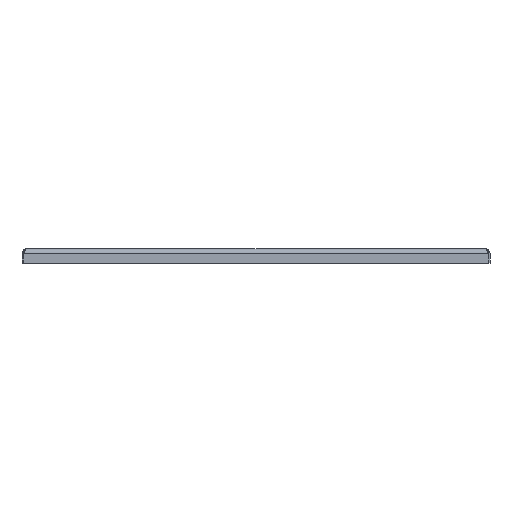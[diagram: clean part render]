
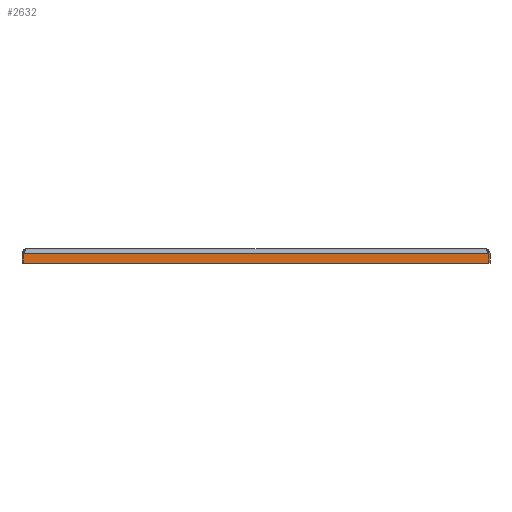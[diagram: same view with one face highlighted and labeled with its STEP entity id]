
A CAD part, front view. The second image highlights one B-rep face of the part: STEP entity #2632.
In plain terms, the highlighted planar face has unit normal (0, -1, 0).
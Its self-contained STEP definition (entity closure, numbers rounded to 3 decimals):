
#2612=AXIS2_PLACEMENT_3D('Plane Axis2P3D',#2609,#2610,#2611) ;
#1437=CARTESIAN_POINT('Vertex',(0.,0.,8.)) ;
#1440=CARTESIAN_POINT('Line Origine',(194.5,0.,8.)) ;
#1444=CARTESIAN_POINT('Vertex',(389.,0.,8.)) ;
#2590=CARTESIAN_POINT('Line Origine',(389.,0.,4.)) ;
#2594=CARTESIAN_POINT('Vertex',(389.,0.,0.)) ;
#2609=CARTESIAN_POINT('Axis2P3D Location',(194.5,0.,10.5)) ;
#2614=CARTESIAN_POINT('Line Origine',(0.,0.,4.)) ;
#2618=CARTESIAN_POINT('Vertex',(0.,0.,0.)) ;
#2621=CARTESIAN_POINT('Line Origine',(194.5,0.,0.)) ;
#1441=DIRECTION('Vector Direction',(1.,0.,0.)) ;
#2591=DIRECTION('Vector Direction',(0.,0.,-1.)) ;
#2610=DIRECTION('Axis2P3D Direction',(-0.,-1.,0.)) ;
#2611=DIRECTION('Axis2P3D XDirection',(-1.,0.,0.)) ;
#2615=DIRECTION('Vector Direction',(0.,0.,-1.)) ;
#2622=DIRECTION('Vector Direction',(1.,0.,0.)) ;
#1442=VECTOR('Line Direction',#1441,1.) ;
#2592=VECTOR('Line Direction',#2591,1.) ;
#2616=VECTOR('Line Direction',#2615,1.) ;
#2623=VECTOR('Line Direction',#2622,1.) ;
#2627=ORIENTED_EDGE('',*,*,#2596,.F.) ;
#2628=ORIENTED_EDGE('',*,*,#1446,.F.) ;
#2629=ORIENTED_EDGE('',*,*,#2620,.T.) ;
#2630=ORIENTED_EDGE('',*,*,#2625,.T.) ;
#2632=ADVANCED_FACE('PartBody',(#2631),#2613,.T.) ;
#1446=EDGE_CURVE('',#1438,#1445,#1443,.T.) ;
#2596=EDGE_CURVE('',#1445,#2595,#2593,.T.) ;
#2620=EDGE_CURVE('',#1438,#2619,#2617,.T.) ;
#2625=EDGE_CURVE('',#2619,#2595,#2624,.T.) ;
#2626=EDGE_LOOP('',(#2627,#2628,#2629,#2630)) ;
#2631=FACE_OUTER_BOUND('',#2626,.T.) ;
#1443=LINE('Line',#1440,#1442) ;
#2593=LINE('Line',#2590,#2592) ;
#2617=LINE('Line',#2614,#2616) ;
#2624=LINE('Line',#2621,#2623) ;
#2613=PLANE('',#2612) ;
#1438=VERTEX_POINT('',#1437) ;
#1445=VERTEX_POINT('',#1444) ;
#2595=VERTEX_POINT('',#2594) ;
#2619=VERTEX_POINT('',#2618) ;
